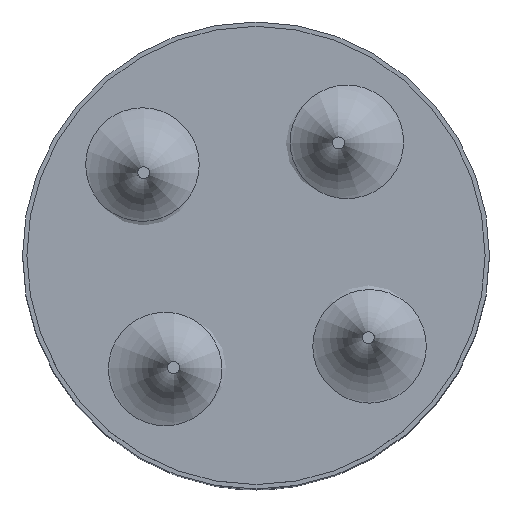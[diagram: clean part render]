
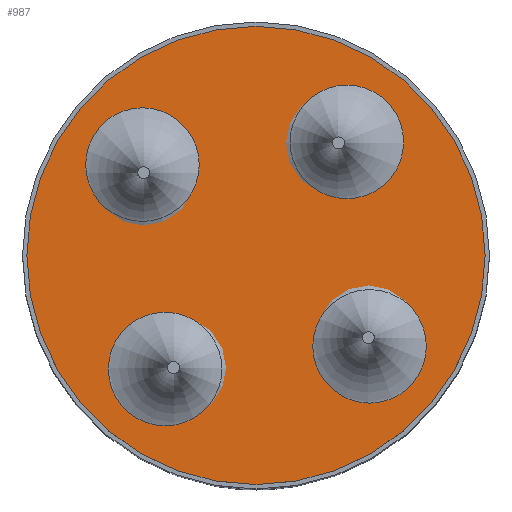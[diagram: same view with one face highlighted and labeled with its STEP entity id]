
A CAD part, top view. The second image highlights one B-rep face of the part: STEP entity #987.
In plain terms, the highlighted planar face has unit normal (0, 0, 1).
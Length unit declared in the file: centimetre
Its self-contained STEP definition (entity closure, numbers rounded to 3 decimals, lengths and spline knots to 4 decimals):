
#96=FACE_BOUND('',#265,.T.);
#97=FACE_BOUND('',#266,.T.);
#98=FACE_BOUND('',#267,.T.);
#99=FACE_BOUND('',#268,.T.);
#135=PLANE('',#1155);
#194=FACE_OUTER_BOUND('',#264,.T.);
#264=EDGE_LOOP('',(#900));
#265=EDGE_LOOP('',(#901));
#266=EDGE_LOOP('',(#902));
#267=EDGE_LOOP('',(#903));
#268=EDGE_LOOP('',(#904));
#437=CIRCLE('',#1142,0.75);
#439=CIRCLE('',#1145,0.75);
#441=CIRCLE('',#1148,0.75);
#443=CIRCLE('',#1151,0.75);
#444=CIRCLE('',#1153,3.0256);
#523=VERTEX_POINT('',#2536);
#525=VERTEX_POINT('',#2542);
#527=VERTEX_POINT('',#2548);
#529=VERTEX_POINT('',#2554);
#530=VERTEX_POINT('',#2558);
#645=EDGE_CURVE('',#523,#523,#437,.T.);
#648=EDGE_CURVE('',#525,#525,#439,.T.);
#651=EDGE_CURVE('',#527,#527,#441,.T.);
#654=EDGE_CURVE('',#529,#529,#443,.T.);
#655=EDGE_CURVE('',#530,#530,#444,.T.);
#900=ORIENTED_EDGE('',*,*,#655,.T.);
#901=ORIENTED_EDGE('',*,*,#645,.T.);
#902=ORIENTED_EDGE('',*,*,#648,.T.);
#903=ORIENTED_EDGE('',*,*,#651,.T.);
#904=ORIENTED_EDGE('',*,*,#654,.T.);
#987=ADVANCED_FACE('',(#194,#96,#97,#98,#99),#135,.T.);
#1142=AXIS2_PLACEMENT_3D('',#2538,#1398,#1399);
#1145=AXIS2_PLACEMENT_3D('',#2544,#1405,#1406);
#1148=AXIS2_PLACEMENT_3D('',#2550,#1412,#1413);
#1151=AXIS2_PLACEMENT_3D('',#2556,#1419,#1420);
#1153=AXIS2_PLACEMENT_3D('',#2559,#1423,#1424);
#1155=AXIS2_PLACEMENT_3D('',#2563,#1428,#1429);
#1398=DIRECTION('center_axis',(0.,0.,-1.));
#1399=DIRECTION('ref_axis',(-1.,0.,0.));
#1405=DIRECTION('center_axis',(0.,0.,-1.));
#1406=DIRECTION('ref_axis',(-1.,0.,0.));
#1412=DIRECTION('center_axis',(0.,0.,-1.));
#1413=DIRECTION('ref_axis',(-1.,0.,0.));
#1419=DIRECTION('center_axis',(0.,0.,-1.));
#1420=DIRECTION('ref_axis',(-1.,0.,0.));
#1423=DIRECTION('center_axis',(0.,0.,1.));
#1424=DIRECTION('ref_axis',(-1.,0.,0.));
#1428=DIRECTION('center_axis',(0.,0.,1.));
#1429=DIRECTION('ref_axis',(-1.,0.,0.));
#2536=CARTESIAN_POINT('',(1.95,1.5,3.9));
#2538=CARTESIAN_POINT('Origin',(1.2,1.5,3.9));
#2542=CARTESIAN_POINT('',(-0.45,-1.5,3.9));
#2544=CARTESIAN_POINT('Origin',(-1.2,-1.5,3.9));
#2548=CARTESIAN_POINT('',(2.25,-1.2,3.9));
#2550=CARTESIAN_POINT('Origin',(1.5,-1.2,3.9));
#2554=CARTESIAN_POINT('',(-0.75,1.2,3.9));
#2556=CARTESIAN_POINT('Origin',(-1.5,1.2,3.9));
#2558=CARTESIAN_POINT('',(3.0256,0.,3.9));
#2559=CARTESIAN_POINT('Origin',(0.,0.,3.9));
#2563=CARTESIAN_POINT('Origin',(0.,0.,3.9));
